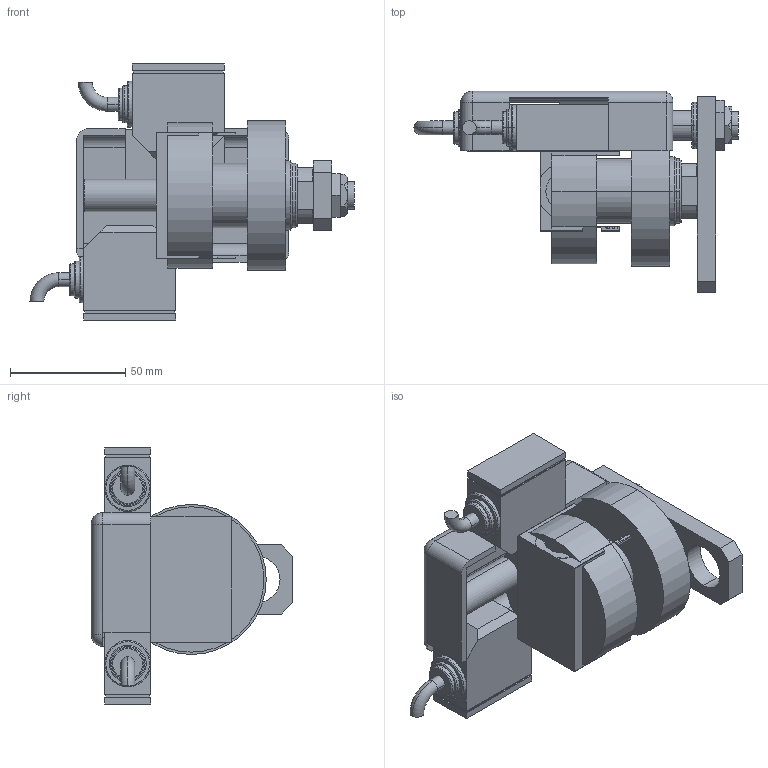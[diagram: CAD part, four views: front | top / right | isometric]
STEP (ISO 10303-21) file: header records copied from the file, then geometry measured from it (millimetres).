
FILE_DESCRIPTION (( 'STEP AP203' ), '1' );
FILE_NAME ('3f1b.STEP', '2021-11-01T22:17:20', ( '' ), ( '' ), 'SwSTEP 2.0', 'SolidWorks 2019', '' );
FILE_SCHEMA (( 'CONFIG_CONTROL_DESIGN' ));
Length unit declared in the file: millimetre
Products named in the file (13): SWITCH Q cd580db1cb2eca432d61614b64df3e28; KRYT cd580db1cb2eca432d61614b64df3e28; TYC cd580db1cb2eca432d61614b64df3e28; V450CM_E cd580db1cb2eca432d61614b64df3e28; NUT_D13 cd580db1cb2eca432d61614b64df3e28; SWITCH_Q_FRONT_BACK cd580db1cb2eca432d61614b64df3e28; ZARAZKA_Q cd580db1cb2eca432d61614b64df3e28; SWITCH DIM A_G cd580db1cb2eca432d61614b64df3e28; NUT_D19 cd580db1cb2eca432d61614b64df3e28; MAGNETIC SWITCH Q cd580db1cb2eca432d61614b64df3e28; 3f1b; V450CM_E_VCP cd580db1cb2eca432d61614b64df3e28; V450CM_VC_B cd580db1cb2eca432d61614b64df3e28
Assembly tree (13 placements, depth 3):
  3f1b
    V450CM_E cd580db1cb2eca432d61614b64df3e28
    V450CM_E_VCP cd580db1cb2eca432d61614b64df3e28
    V450CM_VC_B cd580db1cb2eca432d61614b64df3e28
    MAGNETIC SWITCH Q cd580db1cb2eca432d61614b64df3e28
      SWITCH_Q_FRONT_BACK cd580db1cb2eca432d61614b64df3e28
      TYC cd580db1cb2eca432d61614b64df3e28
      ZARAZKA_Q cd580db1cb2eca432d61614b64df3e28
      SWITCH DIM A_G cd580db1cb2eca432d61614b64df3e28
      NUT_D19 cd580db1cb2eca432d61614b64df3e28
      NUT_D13 cd580db1cb2eca432d61614b64df3e28
      KRYT cd580db1cb2eca432d61614b64df3e28
      SWITCH Q cd580db1cb2eca432d61614b64df3e28  x2
Bounding box: 140.46 x 87.3 x 111 mm (x, y, z)
Volume: 283425.2 mm3; surface area: 83826.9 mm2
Topology: 13 solids, 13 shells, 513 faces, 1299 edges, 847 vertices
Faces by surface type: plane 285, bspline 101, cylinder 83, torus 22, cone 20, sphere 2
Entity records: 20500 total; most frequent: CARTESIAN_POINT 8209, ORIENTED_EDGE 2402, DIRECTION 1953, EDGE_CURVE 1201, VERTEX_POINT 787, VECTOR 739, LINE 739, AXIS2_PLACEMENT_3D 607
